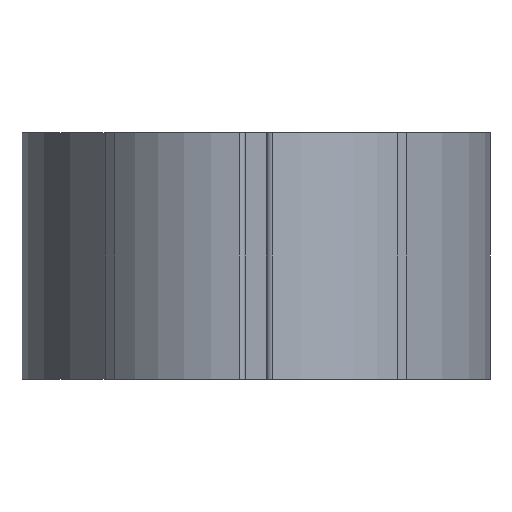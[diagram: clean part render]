
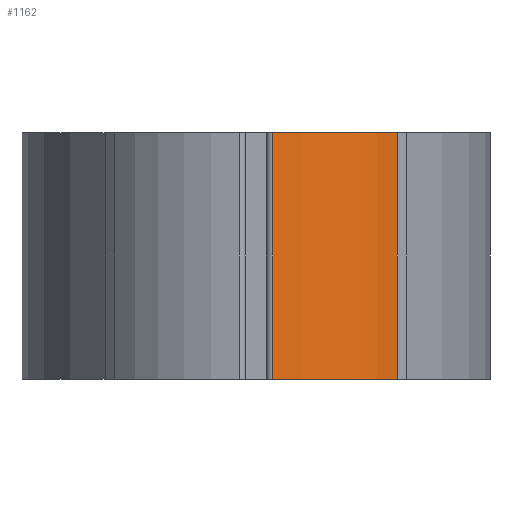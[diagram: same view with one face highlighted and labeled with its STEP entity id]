
A CAD part, front view. The second image highlights one B-rep face of the part: STEP entity #1162.
In plain terms, the highlighted cylindrical face has radius 7.375 mm (diameter 14.75 mm), a partial arc.
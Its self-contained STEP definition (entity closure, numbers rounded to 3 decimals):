
#68 = LINE ( 'NONE', #1529, #69 ) ;
#69 = VECTOR ( 'NONE', #1530, 1000. ) ;
#117 = CIRCLE ( 'NONE', #866, 7.375 ) ;
#174 = LINE ( 'NONE', #1704, #185 ) ;
#185 = VECTOR ( 'NONE', #1707, 1000. ) ;
#277 = FACE_OUTER_BOUND ( 'NONE', #613, .T. ) ;
#279 = CYLINDRICAL_SURFACE ( 'NONE', #900, 7.375 ) ;
#298 = VERTEX_POINT ( 'NONE', #1238 ) ;
#304 = VERTEX_POINT ( 'NONE', #1244 ) ;
#401 = ORIENTED_EDGE ( 'NONE', *, *, #993, .T. ) ;
#402 = ORIENTED_EDGE ( 'NONE', *, *, #947, .F. ) ;
#437 = ORIENTED_EDGE ( 'NONE', *, *, #1024, .F. ) ;
#474 = ORIENTED_EDGE ( 'NONE', *, *, #1065, .T. ) ;
#613 = EDGE_LOOP ( 'NONE', ( #437, #401, #402, #474 ) ) ;
#791 = CIRCLE ( 'NONE', #1131, 7.375 ) ;
#866 = AXIS2_PLACEMENT_3D ( 'NONE', #1603, #1613, #1614 ) ;
#900 = AXIS2_PLACEMENT_3D ( 'NONE', #1848, #1847, #1846 ) ;
#947 = EDGE_CURVE ( 'NONE', #1186, #298, #791, .T. ) ;
#993 = EDGE_CURVE ( 'NONE', #304, #298, #68, .T. ) ;
#1024 = EDGE_CURVE ( 'NONE', #304, #1219, #117, .T. ) ;
#1065 = EDGE_CURVE ( 'NONE', #1186, #1219, #174, .T. ) ;
#1131 = AXIS2_PLACEMENT_3D ( 'NONE', #1406, #1413, #1414 ) ;
#1162 = ADVANCED_FACE ( 'NONE', ( #277 ), #279, .T. ) ;
#1186 = VERTEX_POINT ( 'NONE', #1891 ) ;
#1219 = VERTEX_POINT ( 'NONE', #1924 ) ;
#1238 = CARTESIAN_POINT ( 'NONE',  ( 0.67, -19.969, -5. ) ) ;
#1244 = CARTESIAN_POINT ( 'NONE',  ( 0.67, -19.969, 5. ) ) ;
#1406 = CARTESIAN_POINT ( 'NONE',  ( 0., -12.625, -5. ) ) ;
#1413 = DIRECTION ( 'NONE',  ( 0., 0., -1. ) ) ;
#1414 = DIRECTION ( 'NONE',  ( 1., 0., 0. ) ) ;
#1529 = CARTESIAN_POINT ( 'NONE',  ( 0.67, -19.969, 5. ) ) ;
#1530 = DIRECTION ( 'NONE',  ( 0., 0., -1. ) ) ;
#1603 = CARTESIAN_POINT ( 'NONE',  ( 0., -12.625, 5. ) ) ;
#1613 = DIRECTION ( 'NONE',  ( 0., 0., 1. ) ) ;
#1614 = DIRECTION ( 'NONE',  ( 1., 0., 0. ) ) ;
#1704 = CARTESIAN_POINT ( 'NONE',  ( 5.727, -17.271, -40.089 ) ) ;
#1707 = DIRECTION ( 'NONE',  ( 0., 0., 1. ) ) ;
#1846 = DIRECTION ( 'NONE',  ( 1., 0., 0. ) ) ;
#1847 = DIRECTION ( 'NONE',  ( 0., 0., 1. ) ) ;
#1848 = CARTESIAN_POINT ( 'NONE',  ( 0., -12.625, -40.089 ) ) ;
#1891 = CARTESIAN_POINT ( 'NONE',  ( 5.727, -17.271, -5. ) ) ;
#1924 = CARTESIAN_POINT ( 'NONE',  ( 5.727, -17.271, 5. ) ) ;
